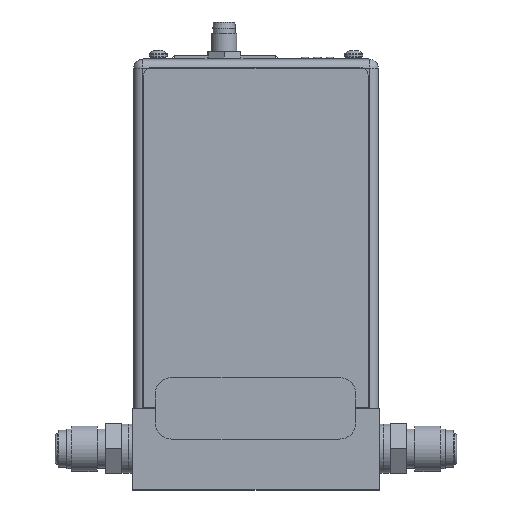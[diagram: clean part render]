
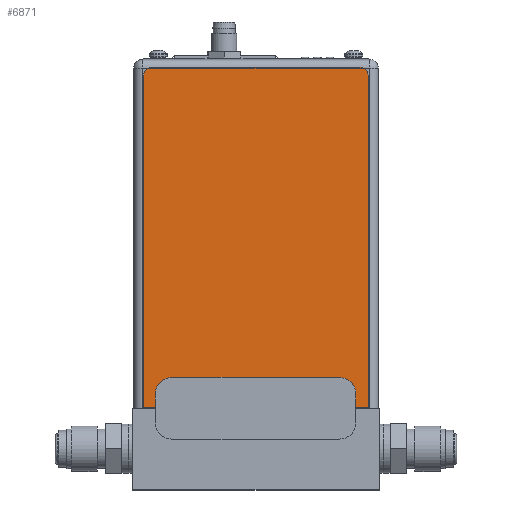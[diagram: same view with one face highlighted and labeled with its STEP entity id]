
A CAD part, top view. The second image highlights one B-rep face of the part: STEP entity #6871.
In plain terms, the highlighted planar face has unit normal (0, 0, 1).
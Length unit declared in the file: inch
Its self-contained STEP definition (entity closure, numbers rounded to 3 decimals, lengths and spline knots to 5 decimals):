
#6704=CARTESIAN_POINT('',(2.63,4.04,0.004));
#6705=DIRECTION('',(0.,0.,-1.));
#6706=DIRECTION('',(0.,1.,0.));
#6707=AXIS2_PLACEMENT_3D('',#6704,#6705,#6706);
#6709=DIRECTION('',(0.,-1.,0.));
#6710=VECTOR('',#6709,4.04);
#6711=CARTESIAN_POINT('',(2.73,4.04,0.004));
#6712=LINE('',#6711,#6710);
#6713=DIRECTION('',(-1.,0.,0.));
#6714=VECTOR('',#6713,2.73);
#6715=CARTESIAN_POINT('',(2.73,0.,0.004));
#6716=LINE('',#6715,#6714);
#6717=DIRECTION('',(0.,1.,0.));
#6718=VECTOR('',#6717,4.04);
#6719=CARTESIAN_POINT('',(0.,0.,0.004));
#6720=LINE('',#6719,#6718);
#6721=CARTESIAN_POINT('',(0.1,4.04,0.004));
#6722=DIRECTION('',(0.,0.,-1.));
#6723=DIRECTION('',(-1.,0.,0.));
#6724=AXIS2_PLACEMENT_3D('',#6721,#6722,#6723);
#6726=DIRECTION('',(1.,0.,0.));
#6727=VECTOR('',#6726,2.53);
#6728=CARTESIAN_POINT('',(0.1,4.14,0.004));
#6729=LINE('',#6728,#6727);
#6742=CARTESIAN_POINT('',(2.73,4.04,0.004));
#6743=VERTEX_POINT('',#6742);
#6744=CARTESIAN_POINT('',(2.63,4.14,0.004));
#6745=VERTEX_POINT('',#6744);
#6746=CARTESIAN_POINT('',(2.73,0.,0.004));
#6747=VERTEX_POINT('',#6746);
#6748=CARTESIAN_POINT('',(0.,0.,0.004));
#6749=VERTEX_POINT('',#6748);
#6750=CARTESIAN_POINT('',(0.,4.04,0.004));
#6751=VERTEX_POINT('',#6750);
#6752=CARTESIAN_POINT('',(0.1,4.14,0.004));
#6753=VERTEX_POINT('',#6752);
#6858=CARTESIAN_POINT('',(0.,0.,0.004));
#6859=DIRECTION('',(0.,0.,1.));
#6860=DIRECTION('',(1.,0.,0.));
#6861=AXIS2_PLACEMENT_3D('',#6858,#6859,#6860);
#6862=PLANE('',#6861);
#6863=ORIENTED_EDGE('',*,*,#6782,.T.);
#6864=ORIENTED_EDGE('',*,*,#6798,.T.);
#6865=ORIENTED_EDGE('',*,*,#6811,.T.);
#6866=ORIENTED_EDGE('',*,*,#6824,.T.);
#6867=ORIENTED_EDGE('',*,*,#6839,.T.);
#6868=ORIENTED_EDGE('',*,*,#6851,.T.);
#6869=EDGE_LOOP('',(#6863,#6864,#6865,#6866,#6867,#6868));
#6870=FACE_OUTER_BOUND('',#6869,.F.);
#6871=ADVANCED_FACE('',(#6870),#6862,.T.);
#6708=CIRCLE('',#6707,0.1);
#6725=CIRCLE('',#6724,0.1);
#6782=EDGE_CURVE('',#6745,#6743,#6708,.T.);
#6798=EDGE_CURVE('',#6743,#6747,#6712,.T.);
#6811=EDGE_CURVE('',#6747,#6749,#6716,.T.);
#6824=EDGE_CURVE('',#6749,#6751,#6720,.T.);
#6839=EDGE_CURVE('',#6751,#6753,#6725,.T.);
#6851=EDGE_CURVE('',#6753,#6745,#6729,.T.);
